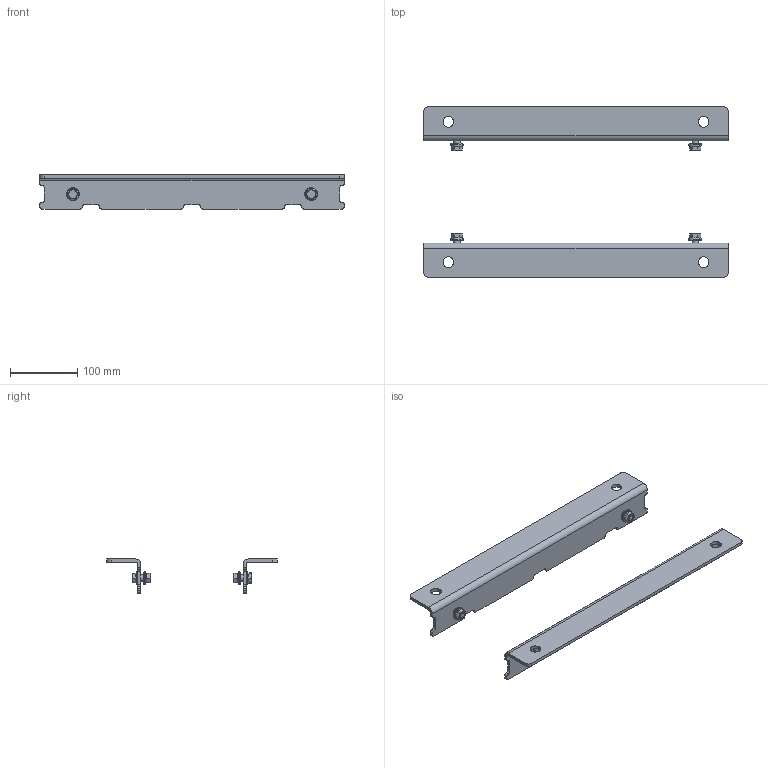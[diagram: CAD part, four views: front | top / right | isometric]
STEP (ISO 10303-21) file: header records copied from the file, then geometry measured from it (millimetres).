
FILE_DESCRIPTION (( 'STEP AP203' ), '1' );
FILE_NAME ('SCE-XMAIMF18.step', '2021-02-09T22:34:21', ( 'ADC123' ), ( 'Microsoft' ), 'SwSTEP 2.0', 'SolidWorks 2019', '' );
FILE_SCHEMA (( 'CONFIG_CONTROL_DESIGN' ));
Length unit declared in the file: inch
Products named in the file (1): SCE-XMAIMF18
Bounding box: 454.02 x 254.01 x 50.81 mm (x, y, z)
Volume: 411528.8 mm3; surface area: 190334.1 mm2
Topology: 14 solids, 14 shells, 488 faces, 1208 edges, 720 vertices
Faces by surface type: bspline 216, cylinder 132, plane 128, cone 12
Full cylindrical faces by diameter (mm): 9.322 x4, 9.474 x4, 10.16 x4, 10.922 x4, 11.112 x4, 15.875 x4, 17.78 x4, 19.05 x4
Entity records: 25009 total; most frequent: CARTESIAN_POINT 15977, ORIENTED_EDGE 2096, DIRECTION 1350, EDGE_CURVE 1048, VERTEX_POINT 668, EDGE_LOOP 600, AXIS2_PLACEMENT_3D 541, FACE_OUTER_BOUND 536
